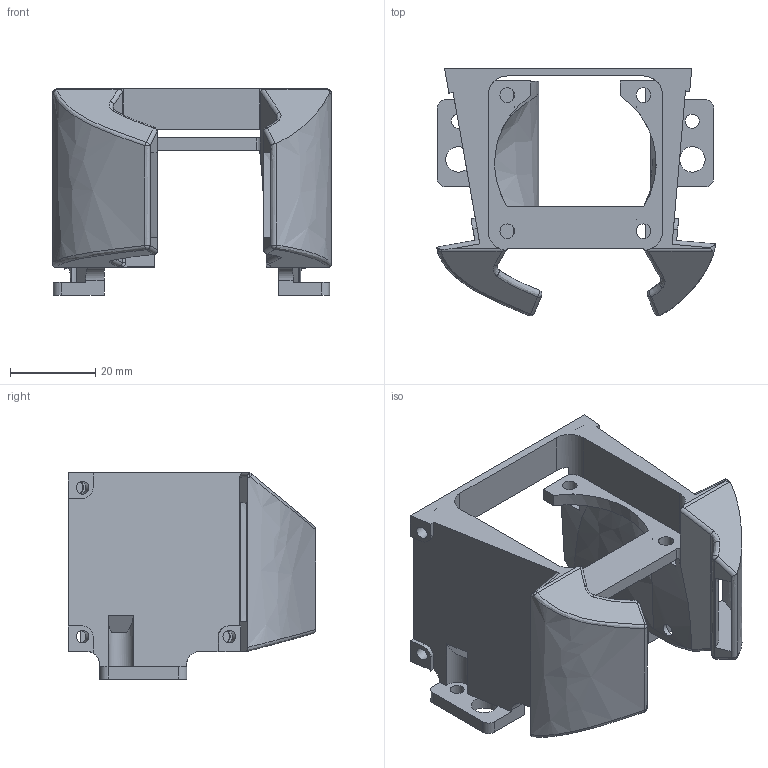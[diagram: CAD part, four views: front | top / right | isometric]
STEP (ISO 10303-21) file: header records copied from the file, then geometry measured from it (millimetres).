
FILE_DESCRIPTION(/* description */ (''),/* implementation_level */ '2;1');
FILE_NAME(/* name */ 'Duct.step',/* time_stamp */ '2021-09-20T21:47:29+08:00',/* author */ (''),/* organization */ (''),/* preprocessor_version */ 'ST-DEVELOPER v18.1',/* originating_system */ 'Autodesk Translation Framework v10.10.0.1391',/* authorisation */ '');
FILE_SCHEMA (('AUTOMOTIVE_DESIGN { 1 0 10303 214 3 1 1 }'));
Length unit declared in the file: millimetre
Products named in the file (1): Duct
Bounding box: 65.65 x 58.22 x 48.5 mm (x, y, z)
Volume: 40599.2 mm3; surface area: 20622.5 mm2
Topology: 1 solids, 1 shells, 240 faces, 670 edges, 435 vertices
Faces by surface type: plane 134, cylinder 59, bspline 39, sphere 8
Full cylindrical faces by diameter (mm): 3 x9, 3.3 x2, 3.45 x4, 6 x2
Entity records: 8958 total; most frequent: CARTESIAN_POINT 2892, ORIENTED_EDGE 1340, DIRECTION 1107, EDGE_CURVE 670, VERTEX_POINT 435, LINE 407, VECTOR 407, AXIS2_PLACEMENT_3D 350
